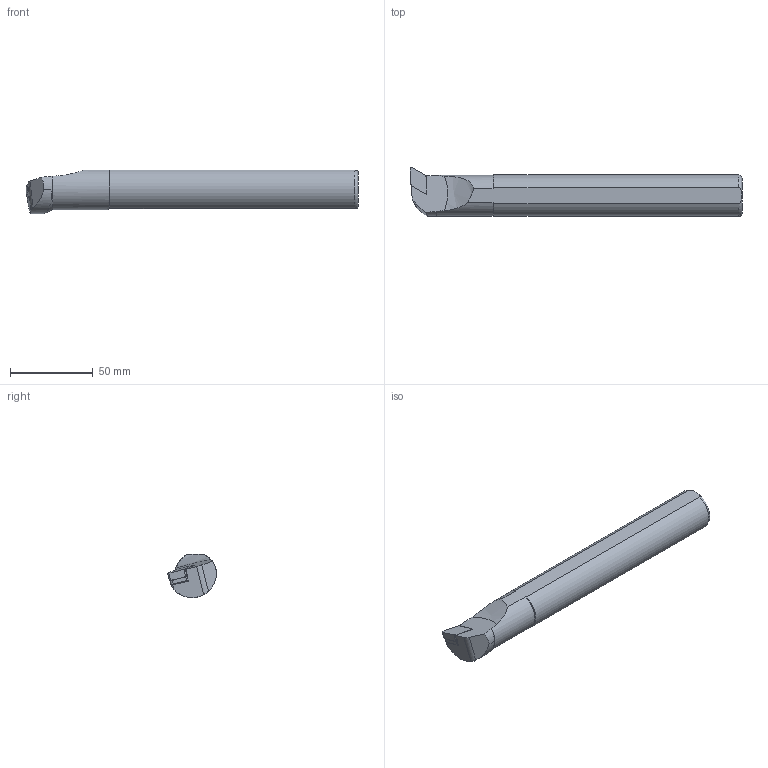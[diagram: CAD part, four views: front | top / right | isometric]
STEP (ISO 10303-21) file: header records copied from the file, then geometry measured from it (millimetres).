
FILE_DESCRIPTION(/* description */ (''),/* implementation_level */ '2;1');
FILE_NAME(/* name */ 'A25R-PDUNL-11.stp',/* time_stamp */ '2023-10-19T17:39:04+03:00',/* author */ (''),/* organization */ (''),/* preprocessor_version */ 'ST-DEVELOPER v19.4',/* originating_system */ 'SIEMENS PLM Software NX2306.3001',/* authorisation */ '');
FILE_SCHEMA (('AUTOMOTIVE_DESIGN { 1 0 10303 214 3 1 1 1 }'));
Length unit declared in the file: millimetre
Products named in the file (1): A25R-PDUNR-11
Bounding box: 200 x 29.5 x 26.1 mm (x, y, z)
Volume: 91267.8 mm3; surface area: 16659.3 mm2
Topology: 2 solids, 2 shells, 57 faces, 148 edges, 95 vertices
Faces by surface type: plane 26, cylinder 18, cone 10, torus 2, bspline 1
Full cylindrical faces by diameter (mm): 5 x1
Entity records: 2763 total; most frequent: CARTESIAN_POINT 1300, DIRECTION 281, ORIENTED_EDGE 280, EDGE_CURVE 140, AXIS2_PLACEMENT_3D 105, VERTEX_POINT 92, LINE 71, VECTOR 71
